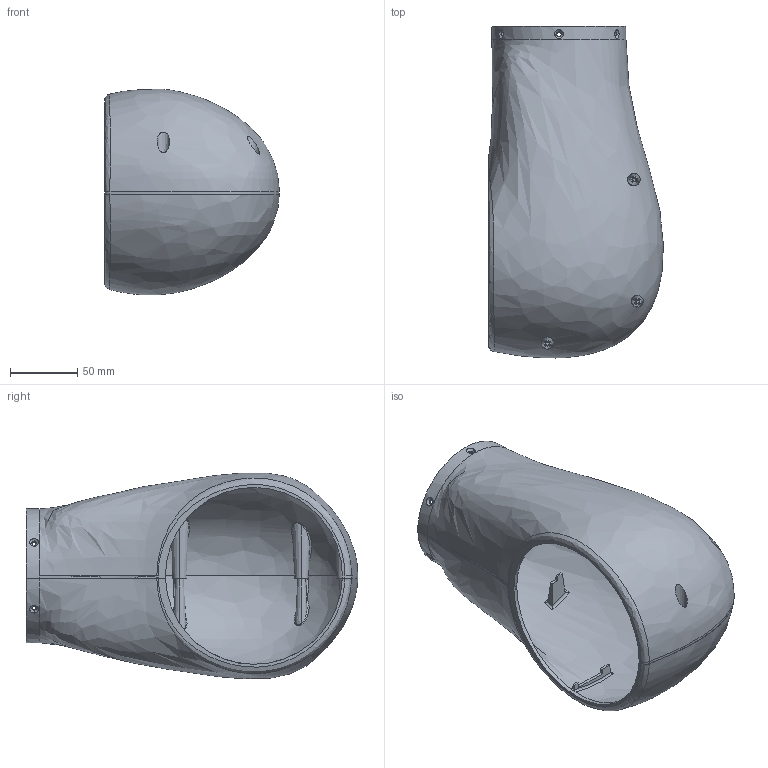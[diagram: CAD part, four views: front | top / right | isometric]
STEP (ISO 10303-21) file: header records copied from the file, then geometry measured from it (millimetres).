
FILE_DESCRIPTION (( 'STEP AP203' ), '1' );
FILE_NAME ('褲极02.STEP', '2017-10-22T08:46:02', ( '' ), ( '' ), 'SwSTEP 2.0', 'SolidWorks 2016', '' );
FILE_SCHEMA (( 'CONFIG_CONTROL_DESIGN' ));
Length unit declared in the file: millimetre
Products named in the file (1): 褲极02
Bounding box: 130.42 x 247.6 x 153.53 mm (x, y, z)
Volume: 287149.9 mm3; surface area: 197558.2 mm2
Topology: 2 solids, 2 shells, 301 faces, 779 edges, 500 vertices
Faces by surface type: plane 121, bspline 86, cone 41, cylinder 31, sphere 22
Entity records: 33486 total; most frequent: CARTESIAN_POINT 26871, ORIENTED_EDGE 1556, DIRECTION 1052, EDGE_CURVE 778, VERTEX_POINT 500, AXIS2_PLACEMENT_3D 387, EDGE_LOOP 338, B_SPLINE_CURVE_WITH_KNOTS 323
